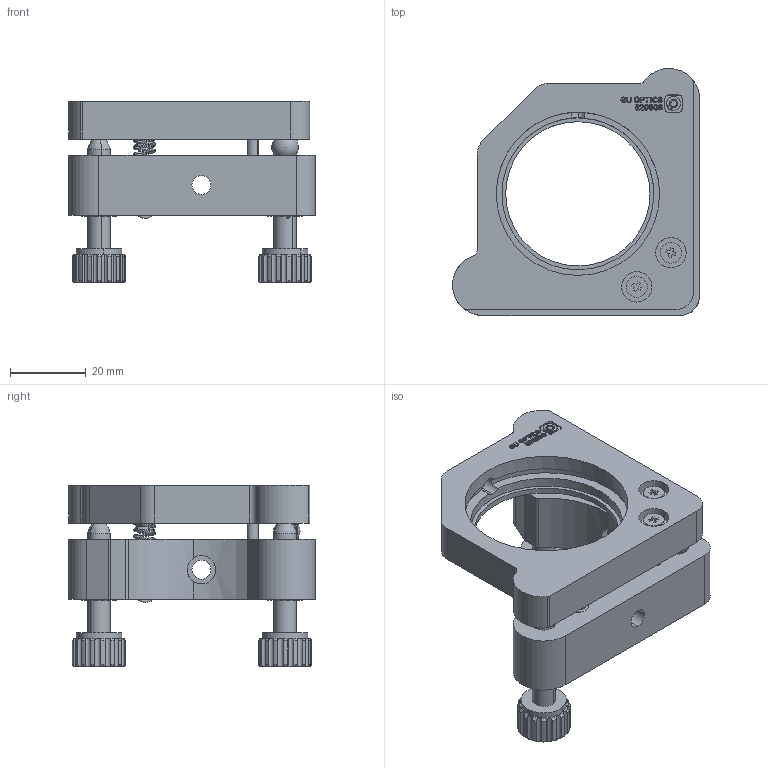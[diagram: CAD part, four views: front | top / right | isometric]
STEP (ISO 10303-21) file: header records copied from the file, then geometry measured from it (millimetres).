
FILE_DESCRIPTION (( 'STEP AP214' ), '1' );
FILE_NAME ('520006.STEP', '2019-08-21T06:52:31', ( 'user' ), ( '微软中国' ), 'SwSTEP 2.0', 'SolidWorks 2016', '' );
FILE_SCHEMA (( 'AUTOMOTIVE_DESIGN' ));
Length unit declared in the file: millimetre
Products named in the file (1): 520006
Bounding box: 64.99 x 64.99 x 47.8 mm (x, y, z)
Surface area: 22724.4 mm2 (no closed solid volume)
Topology: 0 solids, 16 shells, 593 faces, 1556 edges, 1021 vertices
Faces by surface type: cylinder 193, plane 193, bspline 105, cone 72, torus 28, sphere 2
Entity records: 32686 total; most frequent: CARTESIAN_POINT 11946, ORIENTED_EDGE 3070, DIRECTION 2683, EDGE_CURVE 1543, VERTEX_POINT 1018, AXIS2_PLACEMENT_3D 1005, LINE 673, VECTOR 673
